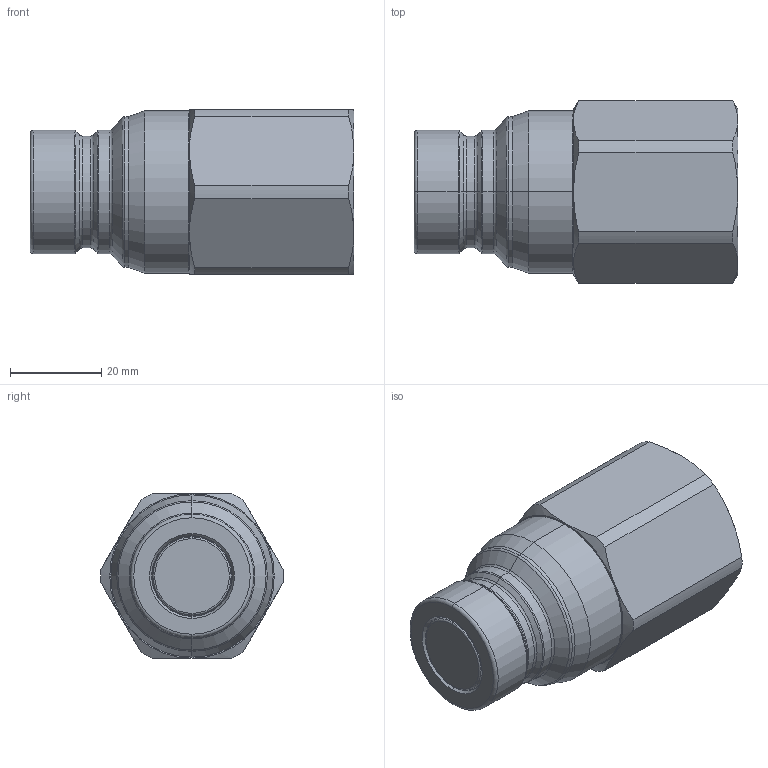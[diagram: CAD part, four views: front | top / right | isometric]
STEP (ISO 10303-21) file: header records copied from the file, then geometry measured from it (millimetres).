
FILE_DESCRIPTION (( 'STEP AP214' ), '1' );
FILE_NAME ('IF6320 RV.STEP', '2010-05-18T07:14:55', ( 'Installatör' ), ( 'Tena Ingenjörsfirman AB' ), 'SwSTEP 2.0', 'SolidWorks 2008', '' );
FILE_SCHEMA (( 'AUTOMOTIVE_DESIGN' ));
Length unit declared in the file: millimetre
Products named in the file (1): IF6320 RV
Bounding box: 70.85 x 39.99 x 36 mm (x, y, z)
Volume: 56024.5 mm3; surface area: 11567.8 mm2
Topology: 1 solids, 1 shells, 83 faces, 174 edges, 98 vertices
Faces by surface type: cone 30, cylinder 24, torus 16, plane 13
Entity records: 2317 total; most frequent: CARTESIAN_POINT 500, DIRECTION 420, ORIENTED_EDGE 348, AXIS2_PLACEMENT_3D 186, EDGE_CURVE 174, CIRCLE 102, VERTEX_POINT 98, EDGE_LOOP 88
